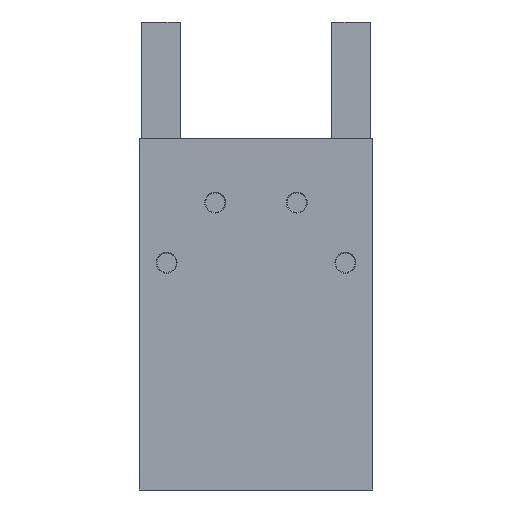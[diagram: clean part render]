
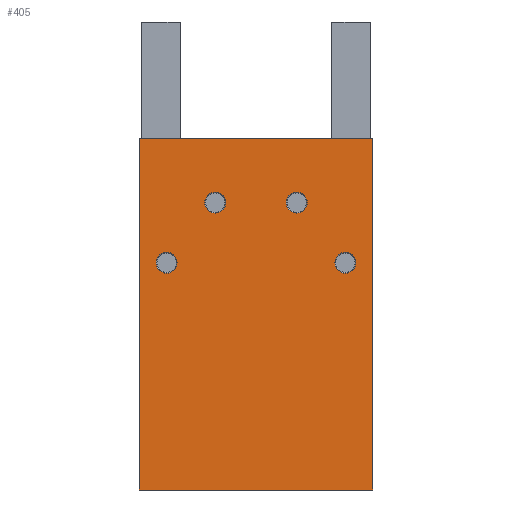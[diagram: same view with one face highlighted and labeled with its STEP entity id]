
A CAD part, left-side view. The second image highlights one B-rep face of the part: STEP entity #405.
In plain terms, the highlighted face is planar.
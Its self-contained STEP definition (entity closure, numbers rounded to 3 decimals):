
#405 = ADVANCED_FACE( '', ( #865, #866, #867, #868, #869 ), #870, .F. );
#865 = FACE_BOUND( '', #1363, .T. );
#866 = FACE_BOUND( '', #1364, .T. );
#867 = FACE_BOUND( '', #1365, .T. );
#868 = FACE_BOUND( '', #1366, .T. );
#869 = FACE_OUTER_BOUND( '', #1367, .T. );
#870 = PLANE( '', #1368 );
#1363 = EDGE_LOOP( '', ( #2278 ) );
#1364 = EDGE_LOOP( '', ( #2279 ) );
#1365 = EDGE_LOOP( '', ( #2280 ) );
#1366 = EDGE_LOOP( '', ( #2281 ) );
#1367 = EDGE_LOOP( '', ( #2282, #2283, #2284, #2285 ) );
#1368 = AXIS2_PLACEMENT_3D( '', #2286, #2287, #2288 );
#2278 = ORIENTED_EDGE( '', *, *, #2715, .F. );
#2279 = ORIENTED_EDGE( '', *, *, #2889, .F. );
#2280 = ORIENTED_EDGE( '', *, *, #2808, .F. );
#2281 = ORIENTED_EDGE( '', *, *, #2982, .F. );
#2282 = ORIENTED_EDGE( '', *, *, #2865, .T. );
#2283 = ORIENTED_EDGE( '', *, *, #2983, .F. );
#2284 = ORIENTED_EDGE( '', *, *, #2752, .F. );
#2285 = ORIENTED_EDGE( '', *, *, #2984, .T. );
#2286 = CARTESIAN_POINT( '', ( 47., 30., 20. ) );
#2287 = DIRECTION( '', ( 0., 0., -1. ) );
#2288 = DIRECTION( '', ( -1., 0., 0. ) );
#2715 = EDGE_CURVE( '', #3203, #3203, #3204, .T. );
#2752 = EDGE_CURVE( '', #3264, #3265, #3266, .T. );
#2808 = EDGE_CURVE( '', #3358, #3358, #3359, .T. );
#2865 = EDGE_CURVE( '', #3447, #3445, #3448, .T. );
#2889 = EDGE_CURVE( '', #3482, #3482, #3483, .T. );
#2982 = EDGE_CURVE( '', #3602, #3602, #3603, .T. );
#2983 = EDGE_CURVE( '', #3265, #3445, #3604, .T. );
#2984 = EDGE_CURVE( '', #3264, #3447, #3605, .T. );
#3203 = VERTEX_POINT( '', #3870 );
#3204 = CIRCLE( '', #3871, 2.7 );
#3264 = VERTEX_POINT( '', #3947 );
#3265 = VERTEX_POINT( '', #3948 );
#3266 = LINE( '', #3949, #3950 );
#3358 = VERTEX_POINT( '', #4075 );
#3359 = CIRCLE( '', #4076, 2.7 );
#3445 = VERTEX_POINT( '', #4183 );
#3447 = VERTEX_POINT( '', #4186 );
#3448 = LINE( '', #4187, #4188 );
#3482 = VERTEX_POINT( '', #4231 );
#3483 = CIRCLE( '', #4232, 2.7 );
#3602 = VERTEX_POINT( '', #4391 );
#3603 = CIRCLE( '', #4392, 2.7 );
#3604 = LINE( '', #4393, #4394 );
#3605 = LINE( '', #4395, #4396 );
#3870 = CARTESIAN_POINT( '', ( 34.7, -23., 20. ) );
#3871 = AXIS2_PLACEMENT_3D( '', #4616, #4617, #4618 );
#3947 = CARTESIAN_POINT( '', ( 90.5, 30., 20. ) );
#3948 = CARTESIAN_POINT( '', ( 90.5, -30., 20. ) );
#3949 = CARTESIAN_POINT( '', ( 90.5, 30., 20. ) );
#3950 = VECTOR( '', #4668, 1000. );
#4075 = CARTESIAN_POINT( '', ( 19.2, 10.5, 20. ) );
#4076 = AXIS2_PLACEMENT_3D( '', #4738, #4739, #4740 );
#4183 = CARTESIAN_POINT( '', ( 0., -30., 20. ) );
#4186 = CARTESIAN_POINT( '', ( 0., 30., 20. ) );
#4187 = CARTESIAN_POINT( '', ( 0., 30., 20. ) );
#4188 = VECTOR( '', #4817, 1000. );
#4231 = CARTESIAN_POINT( '', ( 34.7, 23., 20. ) );
#4232 = AXIS2_PLACEMENT_3D( '', #4845, #4846, #4847 );
#4391 = CARTESIAN_POINT( '', ( 19.2, -10.5, 20. ) );
#4392 = AXIS2_PLACEMENT_3D( '', #4930, #4931, #4932 );
#4393 = CARTESIAN_POINT( '', ( 47., -30., 20. ) );
#4394 = VECTOR( '', #4933, 1000. );
#4395 = CARTESIAN_POINT( '', ( 47., 30., 20. ) );
#4396 = VECTOR( '', #4934, 1000. );
#4616 = CARTESIAN_POINT( '', ( 32., -23., 20. ) );
#4617 = DIRECTION( '', ( 0., 0., 1. ) );
#4618 = DIRECTION( '', ( 1., 0., 0. ) );
#4668 = DIRECTION( '', ( 0., -1., 0. ) );
#4738 = CARTESIAN_POINT( '', ( 16.5, 10.5, 20. ) );
#4739 = DIRECTION( '', ( 0., 0., 1. ) );
#4740 = DIRECTION( '', ( 1., 0., 0. ) );
#4817 = DIRECTION( '', ( 0., -1., 0. ) );
#4845 = CARTESIAN_POINT( '', ( 32., 23., 20. ) );
#4846 = DIRECTION( '', ( 0., 0., 1. ) );
#4847 = DIRECTION( '', ( 1., 0., 0. ) );
#4930 = CARTESIAN_POINT( '', ( 16.5, -10.5, 20. ) );
#4931 = DIRECTION( '', ( 0., 0., 1. ) );
#4932 = DIRECTION( '', ( 1., 0., 0. ) );
#4933 = DIRECTION( '', ( -1., 0., 0. ) );
#4934 = DIRECTION( '', ( -1., 0., 0. ) );
